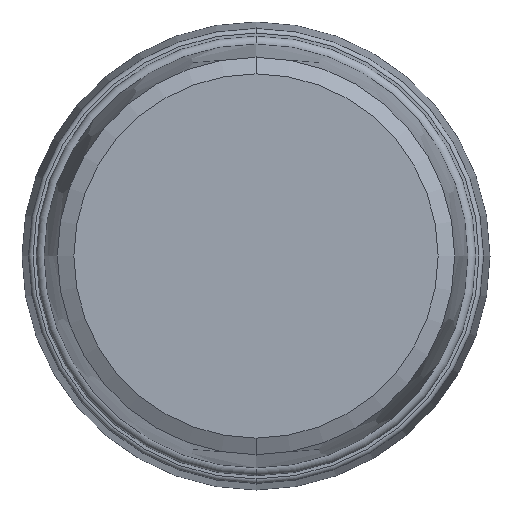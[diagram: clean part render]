
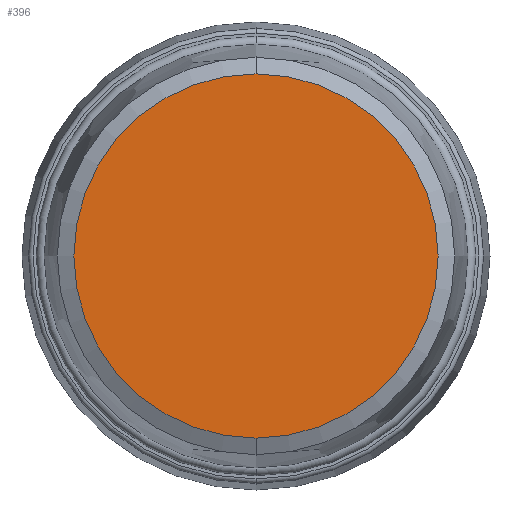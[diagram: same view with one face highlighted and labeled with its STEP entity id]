
A CAD part, front view. The second image highlights one B-rep face of the part: STEP entity #396.
In plain terms, the highlighted planar face has unit normal (0, -1, 0).
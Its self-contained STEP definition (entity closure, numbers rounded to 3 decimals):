
#7 = AXIS2_PLACEMENT_3D ( 'NONE', #348, #464, #785 ) ;
#15 = EDGE_LOOP ( 'NONE', ( #176, #299 ) ) ;
#72 = CIRCLE ( 'NONE', #400, 440. ) ;
#79 = FACE_OUTER_BOUND ( 'NONE', #15, .T. ) ;
#154 = VERTEX_POINT ( 'NONE', #566 ) ;
#176 = ORIENTED_EDGE ( 'NONE', *, *, #477, .F. ) ;
#211 = DIRECTION ( 'NONE',  ( 0., 0., 1. ) ) ;
#260 = CARTESIAN_POINT ( 'NONE',  ( 0., 0., 0. ) ) ;
#286 = CIRCLE ( 'NONE', #7, 440. ) ;
#299 = ORIENTED_EDGE ( 'NONE', *, *, #330, .F. ) ;
#322 = PLANE ( 'NONE',  #582 ) ;
#330 = EDGE_CURVE ( 'NONE', #718, #154, #286, .T. ) ;
#348 = CARTESIAN_POINT ( 'NONE',  ( 0., 0., 0. ) ) ;
#396 = ADVANCED_FACE ( 'NONE', ( #79 ), #322, .F. ) ;
#400 = AXIS2_PLACEMENT_3D ( 'NONE', #758, #765, #211 ) ;
#464 = DIRECTION ( 'NONE',  ( 0., 1., 0. ) ) ;
#477 = EDGE_CURVE ( 'NONE', #154, #718, #72, .T. ) ;
#494 = CARTESIAN_POINT ( 'NONE',  ( 0., 0., -440. ) ) ;
#565 = DIRECTION ( 'NONE',  ( 0., 1., 0. ) ) ;
#566 = CARTESIAN_POINT ( 'NONE',  ( 0., 0., 440. ) ) ;
#582 = AXIS2_PLACEMENT_3D ( 'NONE', #260, #565, #638 ) ;
#638 = DIRECTION ( 'NONE',  ( 0., 0., 1. ) ) ;
#718 = VERTEX_POINT ( 'NONE', #494 ) ;
#758 = CARTESIAN_POINT ( 'NONE',  ( 0., 0., 0. ) ) ;
#765 = DIRECTION ( 'NONE',  ( 0., 1., 0. ) ) ;
#785 = DIRECTION ( 'NONE',  ( 0., 0., 1. ) ) ;
